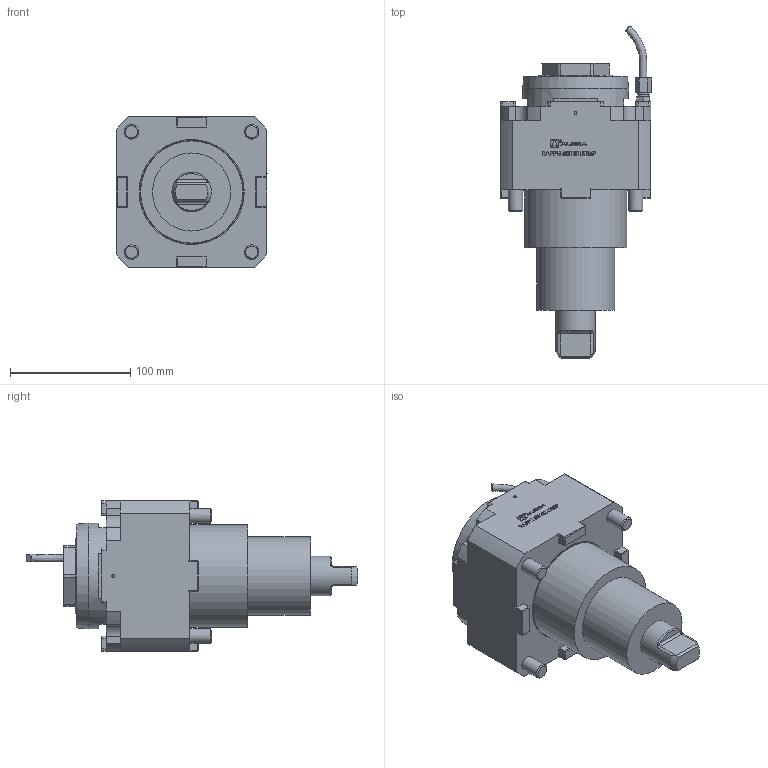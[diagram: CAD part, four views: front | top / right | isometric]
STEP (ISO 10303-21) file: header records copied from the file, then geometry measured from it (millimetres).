
FILE_DESCRIPTION (( 'STEP AP214' ), '1' );
FILE_NAME ('RAPPH50I131UT85P.STEP', '2026-01-27T08:26:01', ( '' ), ( '' ), 'SwSTEP 2.0', 'SolidWorks 2023', '' );
FILE_SCHEMA (( 'AUTOMOTIVE_DESIGN' ));
Length unit declared in the file: millimetre
Products named in the file (1): RAPPH50I131UT85P
Bounding box: 125.59 x 275.99 x 125 mm (x, y, z)
Volume: 1718855.9 mm3; surface area: 107858.2 mm2
Topology: 1 solids, 1 shells, 596 faces, 1556 edges, 1024 vertices
Faces by surface type: plane 401, bspline 97, cylinder 80, cone 17, torus 1
Full cylindrical faces by diameter (mm): 1.7 x1, 2.1 x1, 6.366 x1, 8.15 x1, 9.8 x1, 12 x4, 32.7 x1, 65 x1, 85 x1, 88 x1
Entity records: 27119 total; most frequent: CARTESIAN_POINT 9627, ORIENTED_EDGE 3048, DIRECTION 2481, EDGE_CURVE 1524, VECTOR 1113, LINE 1113, VERTEX_POINT 1015, AXIS2_PLACEMENT_3D 684
